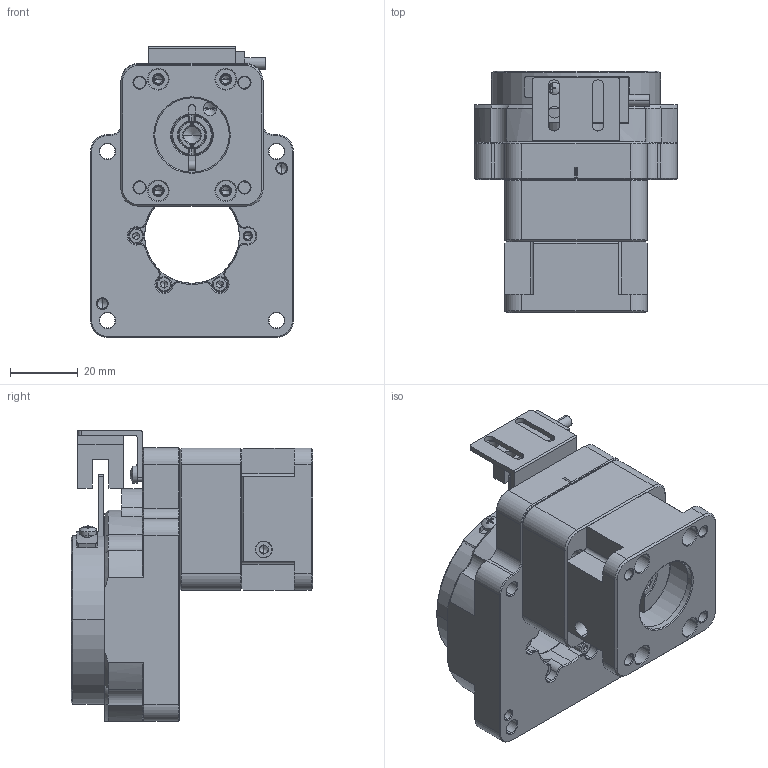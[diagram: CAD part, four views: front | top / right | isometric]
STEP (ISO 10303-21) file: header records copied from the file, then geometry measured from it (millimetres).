
FILE_DESCRIPTION (( 'STEP AP203' ), '1' );
FILE_NAME ('GN60-10-SC-T1.step', '2022-05-21T07:41:51', ( 'Microsoft' ), ( 'Microsoft' ), 'SwSTEP 2.0', 'SolidWorks 2019', '' );
FILE_SCHEMA (( 'CONFIG_CONTROL_DESIGN' ));
Length unit declared in the file: millimetre
Products named in the file (2): GN60-10-SC-T1
Bounding box: 60 x 71.5 x 86 mm (x, y, z)
Volume: 120239.6 mm3; surface area: 60570 mm2
Topology: 23 solids, 23 shells, 1127 faces, 2734 edges, 1647 vertices
Faces by surface type: cylinder 395, plane 361, cone 331, torus 28, sphere 8, bspline 4
Entity records: 35400 total; most frequent: CARTESIAN_POINT 8577, DIRECTION 5949, ORIENTED_EDGE 5320, EDGE_CURVE 2660, AXIS2_PLACEMENT_3D 2339, VERTEX_POINT 1647, EDGE_LOOP 1281, LINE 1271
